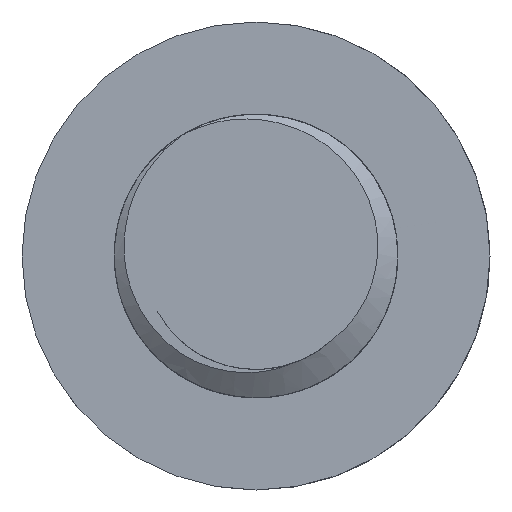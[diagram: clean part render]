
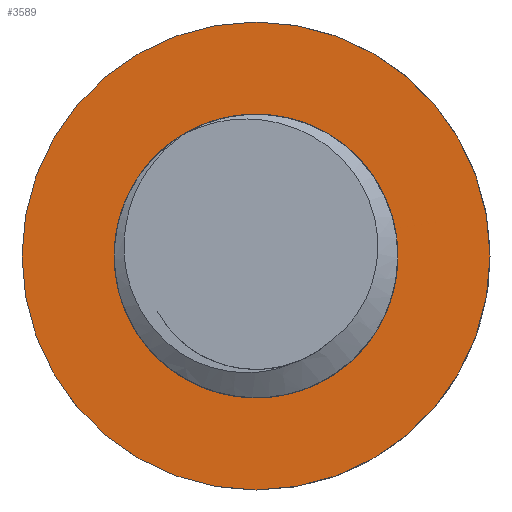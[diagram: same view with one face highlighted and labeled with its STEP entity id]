
A CAD part, front view. The second image highlights one B-rep face of the part: STEP entity #3589.
In plain terms, the highlighted planar face has unit normal (0, -1, 0).
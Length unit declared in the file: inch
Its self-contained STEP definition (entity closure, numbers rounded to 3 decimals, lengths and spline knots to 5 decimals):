
#16=FACE_BOUND('',#257,.T.);
#31=PLANE('',#3688);
#158=FACE_OUTER_BOUND('',#256,.T.);
#256=EDGE_LOOP('',(#3431,#3432));
#257=EDGE_LOOP('',(#3433,#3434,#3435,#3436));
#265=CIRCLE('',#3670,0.06496);
#266=CIRCLE('',#3671,0.06496);
#267=CIRCLE('',#3673,0.0315);
#754=B_SPLINE_CURVE_WITH_KNOTS('',3,(#13096,#13097,#13098,#13099),
 .UNSPECIFIED.,.F.,.F.,(4,4),(0.,0.00048),.UNSPECIFIED.);
#777=B_SPLINE_CURVE_WITH_KNOTS('',3,(#18652,#18653,#18654,#18655,#18656,
#18657,#18658,#18659,#18660,#18661,#18662,#18663,#18664,#18665,#18666,#18667,
#18668,#18669),.UNSPECIFIED.,.F.,.F.,(4,2,2,2,2,2,2,2,4),(0.00001,
0.04038,0.09287,0.12972,0.16108,
0.20112,0.25875,0.29328,0.32177),
 .UNSPECIFIED.);
#778=B_SPLINE_CURVE_WITH_KNOTS('',3,(#18810,#18811,#18812,#18813,#18814,
#18815,#18816,#18817,#18818,#18819,#18820,#18821,#18822,#18823,#18824,#18825,
#18826,#18827),.UNSPECIFIED.,.F.,.F.,(4,2,2,2,2,2,2,2,4),(0.00001,
0.03044,0.06004,0.10681,0.15917,
0.2044,0.25,0.29166,0.32907),
 .UNSPECIFIED.);
#1493=VERTEX_POINT('',#13042);
#1494=VERTEX_POINT('',#13043);
#1497=VERTEX_POINT('',#13076);
#1498=VERTEX_POINT('',#13093);
#1499=VERTEX_POINT('',#13095);
#1542=VERTEX_POINT('',#18549);
#2083=EDGE_CURVE('',#1493,#1494,#265,.T.);
#2084=EDGE_CURVE('',#1494,#1493,#266,.T.);
#2089=EDGE_CURVE('',#1497,#1498,#267,.T.);
#2090=EDGE_CURVE('',#1499,#1498,#754,.T.);
#2174=EDGE_CURVE('',#1497,#1542,#777,.T.);
#2175=EDGE_CURVE('',#1542,#1499,#778,.T.);
#3431=ORIENTED_EDGE('',*,*,#2083,.T.);
#3432=ORIENTED_EDGE('',*,*,#2084,.T.);
#3433=ORIENTED_EDGE('',*,*,#2090,.T.);
#3434=ORIENTED_EDGE('',*,*,#2089,.F.);
#3435=ORIENTED_EDGE('',*,*,#2174,.T.);
#3436=ORIENTED_EDGE('',*,*,#2175,.T.);
#3589=ADVANCED_FACE('',(#158,#16),#31,.T.);
#3670=AXIS2_PLACEMENT_3D('',#13044,#3860,#3861);
#3671=AXIS2_PLACEMENT_3D('',#13045,#3862,#3863);
#3673=AXIS2_PLACEMENT_3D('',#13094,#3867,#3868);
#3688=AXIS2_PLACEMENT_3D('',#18828,#3958,#3959);
#3860=DIRECTION('center_axis',(0.,-1.,0.));
#3861=DIRECTION('ref_axis',(0.,0.,-1.));
#3862=DIRECTION('center_axis',(0.,-1.,0.));
#3863=DIRECTION('ref_axis',(0.,0.,-1.));
#3867=DIRECTION('center_axis',(0.,-1.,0.));
#3868=DIRECTION('ref_axis',(0.,0.,1.));
#3958=DIRECTION('center_axis',(0.,-1.,0.));
#3959=DIRECTION('ref_axis',(0.,0.,-1.));
#13042=CARTESIAN_POINT('',(0.,0.29528,-0.06496));
#13043=CARTESIAN_POINT('',(0.,0.29528,0.06496));
#13044=CARTESIAN_POINT('Origin',(0.,0.29528,0.));
#13045=CARTESIAN_POINT('Origin',(0.,0.29528,0.));
#13076=CARTESIAN_POINT('',(0.03081,0.29527,-0.00655));
#13093=CARTESIAN_POINT('',(0.0308,0.29528,0.00655));
#13094=CARTESIAN_POINT('Origin',(0.,0.29528,0.));
#13095=CARTESIAN_POINT('',(0.03079,0.29528,0.00664));
#13096=CARTESIAN_POINT('Ctrl Pts',(0.03079,0.29528,
0.00664));
#13097=CARTESIAN_POINT('Ctrl Pts',(0.03079,0.29528,
0.00661));
#13098=CARTESIAN_POINT('Ctrl Pts',(0.0308,0.29528,
0.00658));
#13099=CARTESIAN_POINT('Ctrl Pts',(0.0308,0.29528,
0.00655));
#18549=CARTESIAN_POINT('',(-0.03936,0.29528,0.));
#18652=CARTESIAN_POINT('Ctrl Pts',(0.0308,0.29528,
-0.00655));
#18653=CARTESIAN_POINT('Ctrl Pts',(0.03015,0.29528,
-0.01181));
#18654=CARTESIAN_POINT('Ctrl Pts',(0.02833,0.29528,
-0.01578));
#18655=CARTESIAN_POINT('Ctrl Pts',(0.02497,0.29528,
-0.02169));
#18656=CARTESIAN_POINT('Ctrl Pts',(0.02226,0.29528,
-0.0251));
#18657=CARTESIAN_POINT('Ctrl Pts',(0.0158,0.29528,
-0.03013));
#18658=CARTESIAN_POINT('Ctrl Pts',(0.01193,0.29528,
-0.0325));
#18659=CARTESIAN_POINT('Ctrl Pts',(0.00249,0.29528,
-0.03516));
#18660=CARTESIAN_POINT('Ctrl Pts',(-0.0021,0.29528,
-0.03553));
#18661=CARTESIAN_POINT('Ctrl Pts',(-0.01231,0.29528,
-0.03441));
#18662=CARTESIAN_POINT('Ctrl Pts',(-0.0168,0.29528,
-0.0325));
#18663=CARTESIAN_POINT('Ctrl Pts',(-0.02409,0.29528,
-0.02855));
#18664=CARTESIAN_POINT('Ctrl Pts',(-0.02784,0.29528,
-0.02541));
#18665=CARTESIAN_POINT('Ctrl Pts',(-0.03274,0.29528,
-0.01937));
#18666=CARTESIAN_POINT('Ctrl Pts',(-0.03501,0.29528,
-0.01606));
#18667=CARTESIAN_POINT('Ctrl Pts',(-0.03822,0.29528,
-0.0079));
#18668=CARTESIAN_POINT('Ctrl Pts',(-0.03909,0.29528,
-0.00399));
#18669=CARTESIAN_POINT('Ctrl Pts',(-0.03936,0.29528,
-0.00003));
#18810=CARTESIAN_POINT('Ctrl Pts',(-0.03936,0.29528,
0.));
#18811=CARTESIAN_POINT('Ctrl Pts',(-0.0391,0.29528,
0.00398));
#18812=CARTESIAN_POINT('Ctrl Pts',(-0.03823,0.29528,
0.00788));
#18813=CARTESIAN_POINT('Ctrl Pts',(-0.03531,0.29528,
0.01524));
#18814=CARTESIAN_POINT('Ctrl Pts',(-0.03332,0.29528,
0.01865));
#18815=CARTESIAN_POINT('Ctrl Pts',(-0.02698,0.29528,
0.02647));
#18816=CARTESIAN_POINT('Ctrl Pts',(-0.02278,0.29528,
0.02927));
#18817=CARTESIAN_POINT('Ctrl Pts',(-0.01614,0.29528,
0.03283));
#18818=CARTESIAN_POINT('Ctrl Pts',(-0.01173,0.29528,
0.03447));
#18819=CARTESIAN_POINT('Ctrl Pts',(-0.00217,0.29528,
0.03553));
#18820=CARTESIAN_POINT('Ctrl Pts',(0.00236,0.29528,
0.03516));
#18821=CARTESIAN_POINT('Ctrl Pts',(0.01098,0.29528,
0.03279));
#18822=CARTESIAN_POINT('Ctrl Pts',(0.01497,0.29528,
0.03078));
#18823=CARTESIAN_POINT('Ctrl Pts',(0.0217,0.29528,
0.02551));
#18824=CARTESIAN_POINT('Ctrl Pts',(0.02468,0.29528,
0.02225));
#18825=CARTESIAN_POINT('Ctrl Pts',(0.02894,0.29528,
0.01468));
#18826=CARTESIAN_POINT('Ctrl Pts',(0.03026,0.29528,
0.01071));
#18827=CARTESIAN_POINT('Ctrl Pts',(0.03079,0.29528,
0.00664));
#18828=CARTESIAN_POINT('Origin',(0.,0.29528,0.));
